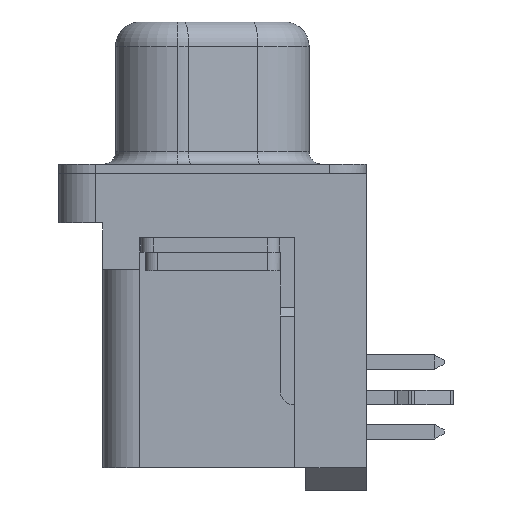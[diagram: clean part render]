
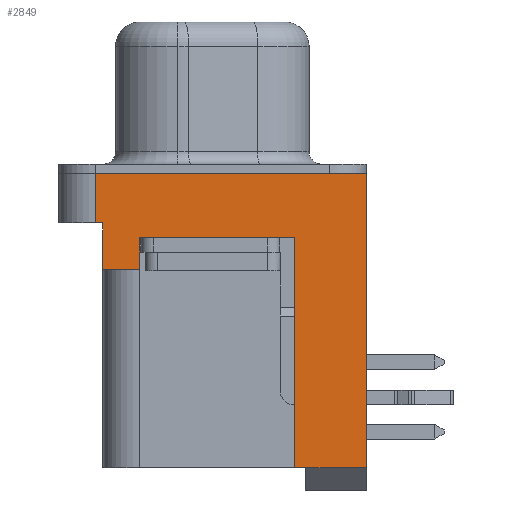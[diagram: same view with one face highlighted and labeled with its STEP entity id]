
A CAD part, left-side view. The second image highlights one B-rep face of the part: STEP entity #2849.
In plain terms, the highlighted planar face has unit normal (-1, 0, 0).
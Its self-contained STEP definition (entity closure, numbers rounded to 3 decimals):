
#97 = DIRECTION ( 'NONE',  ( 0., 0., -1. ) ) ;
#142 = CARTESIAN_POINT ( 'NONE',  ( -19.56, 9.25, -2.6 ) ) ;
#712 = EDGE_CURVE ( 'NONE', #3612, #3552, #6396, .T. ) ;
#728 = EDGE_CURVE ( 'NONE', #3553, #3552, #6424, .T. ) ;
#792 = EDGE_CURVE ( 'NONE', #3556, #3553, #6530, .T. ) ;
#829 = EDGE_CURVE ( 'NONE', #3558, #3555, #6585, .T. ) ;
#863 = EDGE_CURVE ( 'NONE', #3555, #3573, #6639, .T. ) ;
#888 = EDGE_CURVE ( 'NONE', #3559, #3556, #6680, .T. ) ;
#1210 = EDGE_CURVE ( 'NONE', #3643, #3597, #8098, .T. ) ;
#1234 = EDGE_CURVE ( 'NONE', #3612, #3646, #8139, .T. ) ;
#1250 = EDGE_CURVE ( 'NONE', #3597, #3573, #8168, .T. ) ;
#1259 = EDGE_CURVE ( 'NONE', #3559, #3558, #8185, .T. ) ;
#1652 = EDGE_CURVE ( 'NONE', #3646, #3643, #10879, .T. ) ;
#2094 = AXIS2_PLACEMENT_3D ( 'NONE', #10401, #10402, #10403 ) ;
#2849 = ADVANCED_FACE ( 'NONE', ( #11035 ), #10389, .T. ) ;
#3552 = VERTEX_POINT ( 'NONE', #14841 ) ;
#3553 = VERTEX_POINT ( 'NONE', #14842 ) ;
#3555 = VERTEX_POINT ( 'NONE', #14844 ) ;
#3556 = VERTEX_POINT ( 'NONE', #14845 ) ;
#3558 = VERTEX_POINT ( 'NONE', #14847 ) ;
#3559 = VERTEX_POINT ( 'NONE', #14848 ) ;
#3573 = VERTEX_POINT ( 'NONE', #14862 ) ;
#3597 = VERTEX_POINT ( 'NONE', #14886 ) ;
#3612 = VERTEX_POINT ( 'NONE', #14901 ) ;
#3643 = VERTEX_POINT ( 'NONE', #14932 ) ;
#3646 = VERTEX_POINT ( 'NONE', #14935 ) ;
#6127 = ORIENTED_EDGE ( 'NONE', *, *, #1234, .T. ) ;
#6128 = ORIENTED_EDGE ( 'NONE', *, *, #1652, .T. ) ;
#6129 = ORIENTED_EDGE ( 'NONE', *, *, #1210, .T. ) ;
#6130 = ORIENTED_EDGE ( 'NONE', *, *, #1250, .T. ) ;
#6131 = ORIENTED_EDGE ( 'NONE', *, *, #863, .F. ) ;
#6132 = ORIENTED_EDGE ( 'NONE', *, *, #829, .F. ) ;
#6133 = ORIENTED_EDGE ( 'NONE', *, *, #1259, .F. ) ;
#6134 = ORIENTED_EDGE ( 'NONE', *, *, #888, .T. ) ;
#6135 = ORIENTED_EDGE ( 'NONE', *, *, #792, .T. ) ;
#6136 = ORIENTED_EDGE ( 'NONE', *, *, #728, .T. ) ;
#6137 = ORIENTED_EDGE ( 'NONE', *, *, #712, .F. ) ;
#6396 = LINE ( 'NONE', #142, #6400 ) ;
#6400 = VECTOR ( 'NONE', #97, 1000. ) ;
#6424 = LINE ( 'NONE', #6735, #6429 ) ;
#6429 = VECTOR ( 'NONE', #6740, 1000. ) ;
#6530 = LINE ( 'NONE', #6883, #6532 ) ;
#6532 = VECTOR ( 'NONE', #6880, 1000. ) ;
#6585 = LINE ( 'NONE', #6983, #6588 ) ;
#6588 = VECTOR ( 'NONE', #6984, 1000. ) ;
#6639 = LINE ( 'NONE', #7063, #6642 ) ;
#6642 = VECTOR ( 'NONE', #7052, 1000. ) ;
#6680 = LINE ( 'NONE', #7123, #6683 ) ;
#6683 = VECTOR ( 'NONE', #7118, 1000. ) ;
#6735 = CARTESIAN_POINT ( 'NONE',  ( -19.56, 0., -3.9 ) ) ;
#6740 = DIRECTION ( 'NONE',  ( 0., -1., 0. ) ) ;
#6880 = DIRECTION ( 'NONE',  ( 0., 0., -1. ) ) ;
#6883 = CARTESIAN_POINT ( 'NONE',  ( -19.56, 10.75, -2. ) ) ;
#6983 = CARTESIAN_POINT ( 'NONE',  ( -19.56, 0., 0. ) ) ;
#6984 = DIRECTION ( 'NONE',  ( 0., -1., 0. ) ) ;
#7052 = DIRECTION ( 'NONE',  ( 0., -1., 0. ) ) ;
#7063 = CARTESIAN_POINT ( 'NONE',  ( -19.56, 0., 0. ) ) ;
#7118 = DIRECTION ( 'NONE',  ( 0., -1., 0. ) ) ;
#7123 = CARTESIAN_POINT ( 'NONE',  ( -19.56, 0., -2. ) ) ;
#8098 = LINE ( 'NONE', #9135, #8101 ) ;
#8101 = VECTOR ( 'NONE', #9136, 1000. ) ;
#8139 = LINE ( 'NONE', #9190, #8142 ) ;
#8142 = VECTOR ( 'NONE', #9191, 1000. ) ;
#8168 = LINE ( 'NONE', #9225, #8171 ) ;
#8171 = VECTOR ( 'NONE', #9226, 1000. ) ;
#8185 = LINE ( 'NONE', #9244, #8188 ) ;
#8188 = VECTOR ( 'NONE', #9246, 1000. ) ;
#9135 = CARTESIAN_POINT ( 'NONE',  ( -19.56, 0., -12. ) ) ;
#9136 = DIRECTION ( 'NONE',  ( 0., -1., 0. ) ) ;
#9190 = CARTESIAN_POINT ( 'NONE',  ( -19.56, 0., -2.6 ) ) ;
#9191 = DIRECTION ( 'NONE',  ( 0., -1., 0. ) ) ;
#9225 = CARTESIAN_POINT ( 'NONE',  ( -19.56, 0., -12. ) ) ;
#9226 = DIRECTION ( 'NONE',  ( 0., 0., 1. ) ) ;
#9244 = CARTESIAN_POINT ( 'NONE',  ( -19.56, 11.05, -12. ) ) ;
#9246 = DIRECTION ( 'NONE',  ( 0., 0., 1. ) ) ;
#10104 = CARTESIAN_POINT ( 'NONE',  ( -19.56, 2.92, -3.9 ) ) ;
#10105 = DIRECTION ( 'NONE',  ( 0., 0., -1. ) ) ;
#10389 = PLANE ( 'NONE',  #2094 ) ;
#10401 = CARTESIAN_POINT ( 'NONE',  ( -19.56, 0., -12. ) ) ;
#10402 = DIRECTION ( 'NONE',  ( -1., 0., 0. ) ) ;
#10403 = DIRECTION ( 'NONE',  ( 0., -1., 0. ) ) ;
#10879 = LINE ( 'NONE', #10104, #10882 ) ;
#10882 = VECTOR ( 'NONE', #10105, 1000. ) ;
#11035 = FACE_OUTER_BOUND ( 'NONE', #11706, .T. ) ;
#11706 = EDGE_LOOP ( 'NONE', ( #6127, #6128, #6129, #6130, #6131, #6132, #6133, #6134, #6135, #6136, #6137 ) ) ;
#14841 = CARTESIAN_POINT ( 'NONE',  ( -19.56, 9.25, -3.9 ) ) ;
#14842 = CARTESIAN_POINT ( 'NONE',  ( -19.56, 10.75, -3.9 ) ) ;
#14844 = CARTESIAN_POINT ( 'NONE',  ( -19.56, 1.337, 0. ) ) ;
#14845 = CARTESIAN_POINT ( 'NONE',  ( -19.56, 10.75, -2. ) ) ;
#14847 = CARTESIAN_POINT ( 'NONE',  ( -19.56, 11.05, 0. ) ) ;
#14848 = CARTESIAN_POINT ( 'NONE',  ( -19.56, 11.05, -2. ) ) ;
#14862 = CARTESIAN_POINT ( 'NONE',  ( -19.56, 0., 0. ) ) ;
#14886 = CARTESIAN_POINT ( 'NONE',  ( -19.56, 0., -12. ) ) ;
#14901 = CARTESIAN_POINT ( 'NONE',  ( -19.56, 9.25, -2.6 ) ) ;
#14932 = CARTESIAN_POINT ( 'NONE',  ( -19.56, 2.92, -12. ) ) ;
#14935 = CARTESIAN_POINT ( 'NONE',  ( -19.56, 2.92, -2.6 ) ) ;
